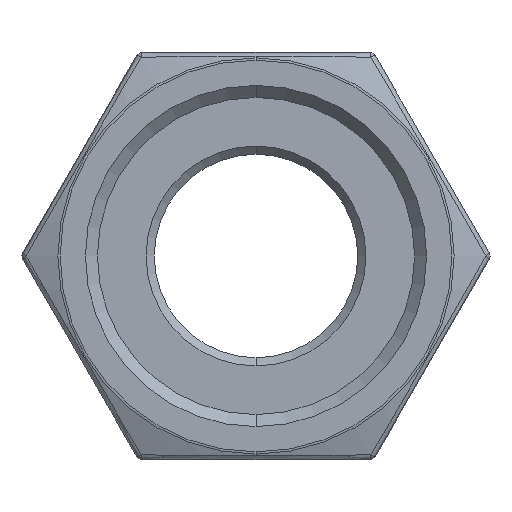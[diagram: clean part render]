
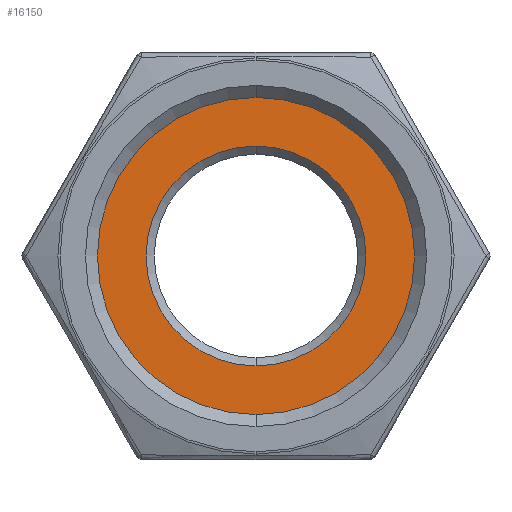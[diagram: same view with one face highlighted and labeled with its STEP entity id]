
A CAD part, left-side view. The second image highlights one B-rep face of the part: STEP entity #16150.
In plain terms, the highlighted planar face has unit normal (-1, 0, 0).
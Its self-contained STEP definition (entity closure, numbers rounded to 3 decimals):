
#54 = DIRECTION ( 'NONE',  ( 0., 0., 1. ) ) ;
#768 = CIRCLE ( 'NONE', #5997, 19.475 ) ;
#1293 = CARTESIAN_POINT ( 'NONE',  ( -52., 0., 13.5 ) ) ;
#1535 = CARTESIAN_POINT ( 'NONE',  ( -52., 0., 19.475 ) ) ;
#1686 = CIRCLE ( 'NONE', #4443, 13.5 ) ;
#2214 = PLANE ( 'NONE',  #2720 ) ;
#2344 = DIRECTION ( 'NONE',  ( 1., 0., 0. ) ) ;
#2392 = EDGE_LOOP ( 'NONE', ( #4818, #9351 ) ) ;
#2554 = CARTESIAN_POINT ( 'NONE',  ( -52., 0., 0. ) ) ;
#2685 = CARTESIAN_POINT ( 'NONE',  ( -52., 0., 0. ) ) ;
#2720 = AXIS2_PLACEMENT_3D ( 'NONE', #7484, #7381, #16280 ) ;
#3757 = CARTESIAN_POINT ( 'NONE',  ( -52., 0., 0. ) ) ;
#3870 = AXIS2_PLACEMENT_3D ( 'NONE', #2685, #9118, #11579 ) ;
#3944 = DIRECTION ( 'NONE',  ( 1., 0., 0. ) ) ;
#4443 = AXIS2_PLACEMENT_3D ( 'NONE', #3757, #12661, #5057 ) ;
#4818 = ORIENTED_EDGE ( 'NONE', *, *, #16200, .T. ) ;
#5057 = DIRECTION ( 'NONE',  ( 0., 0., 1. ) ) ;
#5658 = CARTESIAN_POINT ( 'NONE',  ( -52., 0., -13.5 ) ) ;
#5871 = FACE_BOUND ( 'NONE', #2392, .T. ) ;
#5997 = AXIS2_PLACEMENT_3D ( 'NONE', #9963, #2344, #6262 ) ;
#6056 = FACE_OUTER_BOUND ( 'NONE', #9227, .T. ) ;
#6262 = DIRECTION ( 'NONE',  ( 0., 0., -1. ) ) ;
#6958 = EDGE_CURVE ( 'NONE', #11370, #10628, #13067, .T. ) ;
#7381 = DIRECTION ( 'NONE',  ( -1., 0., 0. ) ) ;
#7484 = CARTESIAN_POINT ( 'NONE',  ( -52., 19.475, 0. ) ) ;
#9118 = DIRECTION ( 'NONE',  ( 1., 0., 0. ) ) ;
#9227 = EDGE_LOOP ( 'NONE', ( #14769, #12763 ) ) ;
#9351 = ORIENTED_EDGE ( 'NONE', *, *, #6958, .T. ) ;
#9605 = EDGE_CURVE ( 'NONE', #14154, #13877, #12009, .T. ) ;
#9963 = CARTESIAN_POINT ( 'NONE',  ( -52., 0., 0. ) ) ;
#10628 = VERTEX_POINT ( 'NONE', #1293 ) ;
#10667 = CARTESIAN_POINT ( 'NONE',  ( -52., 0., -19.475 ) ) ;
#11370 = VERTEX_POINT ( 'NONE', #5658 ) ;
#11579 = DIRECTION ( 'NONE',  ( 0., 0., -1. ) ) ;
#12009 = CIRCLE ( 'NONE', #3870, 19.475 ) ;
#12661 = DIRECTION ( 'NONE',  ( 1., 0., 0. ) ) ;
#12763 = ORIENTED_EDGE ( 'NONE', *, *, #9605, .F. ) ;
#12795 = AXIS2_PLACEMENT_3D ( 'NONE', #2554, #3944, #54 ) ;
#13067 = CIRCLE ( 'NONE', #12795, 13.5 ) ;
#13664 = EDGE_CURVE ( 'NONE', #13877, #14154, #768, .T. ) ;
#13877 = VERTEX_POINT ( 'NONE', #10667 ) ;
#14154 = VERTEX_POINT ( 'NONE', #1535 ) ;
#14769 = ORIENTED_EDGE ( 'NONE', *, *, #13664, .F. ) ;
#16150 = ADVANCED_FACE ( 'NONE', ( #5871, #6056 ), #2214, .T. ) ;
#16200 = EDGE_CURVE ( 'NONE', #10628, #11370, #1686, .T. ) ;
#16280 = DIRECTION ( 'NONE',  ( 0., 0., 1. ) ) ;
